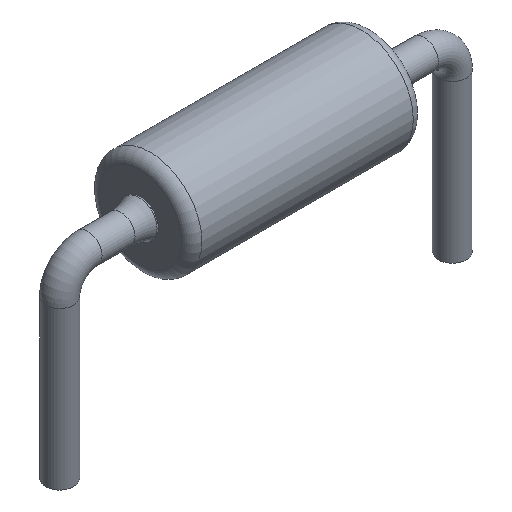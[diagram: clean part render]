
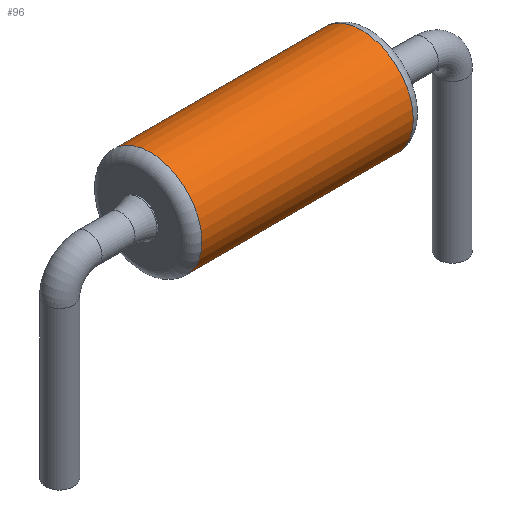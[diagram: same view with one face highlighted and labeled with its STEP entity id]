
A CAD part, isometric view. The second image highlights one B-rep face of the part: STEP entity #96.
In plain terms, the highlighted cylindrical face has radius 1 mm (diameter 2 mm), a full revolution.
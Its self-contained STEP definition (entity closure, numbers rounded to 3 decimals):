
#96=ADVANCED_FACE('',(#265,#267),#269,.T.);
#265=FACE_OUTER_BOUND('',#266,.T.);
#266=EDGE_LOOP('',(#411));
#267=FACE_OUTER_BOUND('',#268,.T.);
#268=EDGE_LOOP('',(#412));
#269=CYLINDRICAL_SURFACE('',#270,1.);
#270=AXIS2_PLACEMENT_3D('',#271,#272,#273);
#271=CARTESIAN_POINT('',(1.76,0.,1.1));
#272=DIRECTION('',(1.,-0.,-0.));
#273=DIRECTION('',(0.,0.,-1.));
#411=ORIENTED_EDGE('',*,*,#443,.F.);
#412=ORIENTED_EDGE('',*,*,#444,.T.);
#443=EDGE_CURVE('',#461,#461,#462,.T.);
#444=EDGE_CURVE('',#463,#463,#464,.T.);
#461=VERTEX_POINT('',#498);
#462=CIRCLE('',#499,1.);
#463=VERTEX_POINT('',#503);
#464=CIRCLE('',#504,1.);
#498=CARTESIAN_POINT('',(5.86,0.,0.1));
#499=AXIS2_PLACEMENT_3D('',#500,#501,#502);
#500=CARTESIAN_POINT('',(5.86,0.,1.1));
#501=DIRECTION('',(1.,-0.,0.));
#502=DIRECTION('',(0.,0.,-1.));
#503=CARTESIAN_POINT('',(1.76,0.,0.1));
#504=AXIS2_PLACEMENT_3D('',#505,#506,#507);
#505=CARTESIAN_POINT('',(1.76,0.,1.1));
#506=DIRECTION('',(1.,-0.,0.));
#507=DIRECTION('',(0.,0.,-1.));
